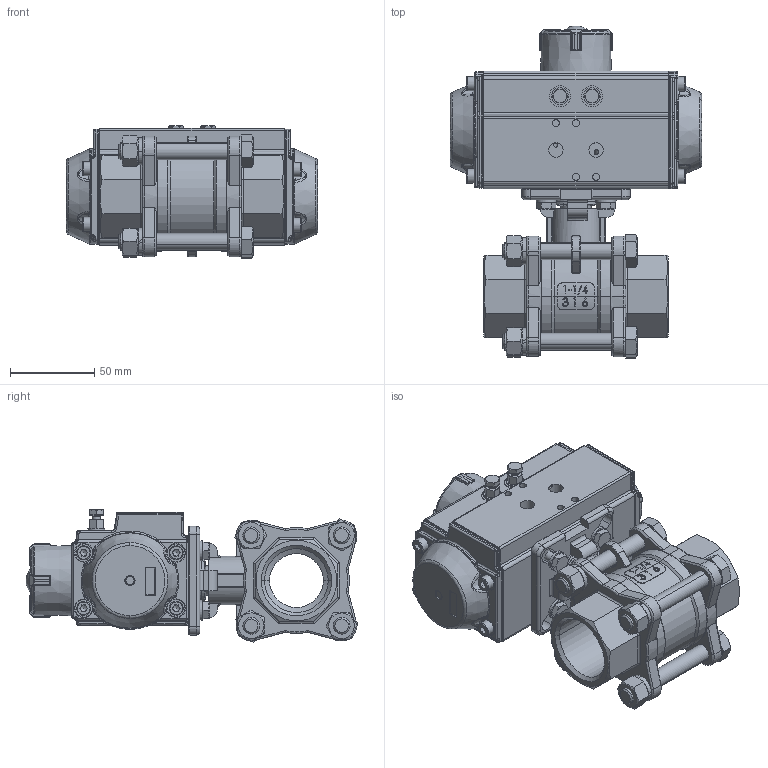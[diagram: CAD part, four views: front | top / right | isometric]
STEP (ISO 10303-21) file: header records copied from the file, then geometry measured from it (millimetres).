
FILE_DESCRIPTION(/* description */ ('Unknown'),/* implementation_level */ '2;1');
FILE_NAME(/* name */ 'PD029336-07',/* time_stamp */ '2025-01-17T08:19:36+01:00',/* author */ ('Unknown'),/* organization */ ('Unknown'),/* preprocessor_version */ 'ST-DEVELOPER v19.4',/* originating_system */ 'Solid Edge',/* authorisation */ 'Unknown');
FILE_SCHEMA (('AUTOMOTIVE_DESIGN {1 0 10303 214 3 1 1}'));
Products named in the file (27): PD029336-07; 9336-07_oa_0; 弹簧垫圈B_GB_FASTENER_WASHER_SW 10; 蹟邡; 概裝蹟譫; 碟型垫圈; 滅侂え; 蹟譫B_GB_FASTENER_NUT_SNC1 M10-N; 概裔; 概极; 概裝; PD02_PE01; vt50-2016-06-25; hex bolt gradeab_din_ISO 4014 - M5 x 25 x 16-N; huosai50; vt50-2016-06-25 _______MIR; zhou50; VTE50____; plain washers-n series-grade a gb_GB_FASTENER_WASHER_PWNA 5; hex nut gradec_din_Hexagon Nut ISO 4034 - M5 - N; Optische Anzeige; ______; ________(___________; cup head nib bolts with large head gb_GB_FASTENER_BOLT_CHNBW M6X25-N; socket head cap screw_din_DIN 912 M5 x 16 --- 16N; DIN126-M6; DIN 933 M6x18 A2-70 BLK_EDST
Assembly tree (57 placements, depth 4):
  PD029336-07
    9336-07_oa_0
      弹簧垫圈B_GB_FASTENER_WASHER_SW 10  x4
      蹟邡  x4
      概裝蹟譫
      碟型垫圈  x2
      滅侂え
      蹟譫B_GB_FASTENER_NUT_SNC1 M10-N  x4
      概裔  x2
      概极
      概裝
    PD02_PE01
      vt50-2016-06-25
      hex bolt gradeab_din_ISO 4014 - M5 x 25 x 16-N  x2
      huosai50  x2
      vt50-2016-06-25 _______MIR
      zhou50
      VTE50____
      plain washers-n series-grade a gb_GB_FASTENER_WASHER_PWNA 5  x2
      hex nut gradec_din_Hexagon Nut ISO 4034 - M5 - N  x2
      Optische Anzeige
        ______
        ________(___________  x4
        cup head nib bolts with large head gb_GB_FASTENER_BOLT_CHNBW M6X25-N
      socket head cap screw_din_DIN 912 M5 x 16 --- 16N  x8
    DIN126-M6  x4
    DIN 933 M6x18 A2-70 BLK_EDST  x4
Bounding box: 149.4 x 197.4 x 78.6 mm (x, y, z)
Volume: 603559.2 mm3; surface area: 240467 mm2
Topology: 54 solids, 54 shells, 3415 faces, 8379 edges, 5187 vertices
Faces by surface type: plane 1250, cylinder 980, bspline 437, cone 392, torus 327, sphere 29
Full cylindrical faces by diameter (mm): 2.5 x2, 3 x16, 3.3 x8, 4.134 x20, 4.2 x2, 4.66 x1, 4.917 x7, 5 x12, 5.3 x2, 5.5 x1, 6 x5, 6.2 x1, 6.6 x4, 8 x2, 8.5 x8, 8.566 x2, 10 x8, 11 x1, 11.4 x1, 12 x6, 12.5 x2, 12.9 x1, 13 x12, 13.5 x2, 14 x5, 16.5 x2, 21.2 x1, 21.4 x1, 22.5 x1, 25 x4
Entity records: 99517 total; most frequent: CARTESIAN_POINT 46473, ORIENTED_EDGE 11208, DIRECTION 9811, EDGE_CURVE 5604, AXIS2_PLACEMENT_3D 3800, VERTEX_POINT 3672, FACE_BOUND 2880, EDGE_LOOP 2859
